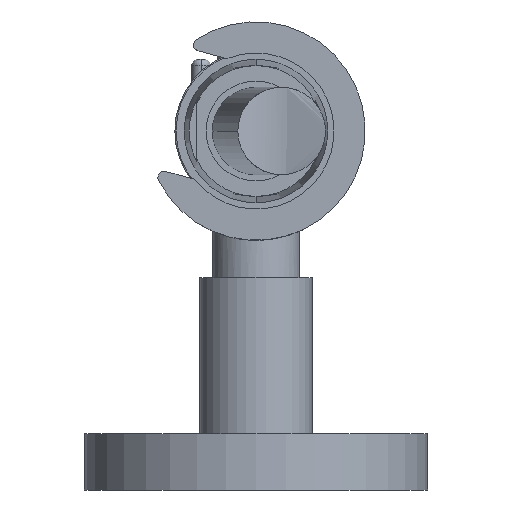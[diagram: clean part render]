
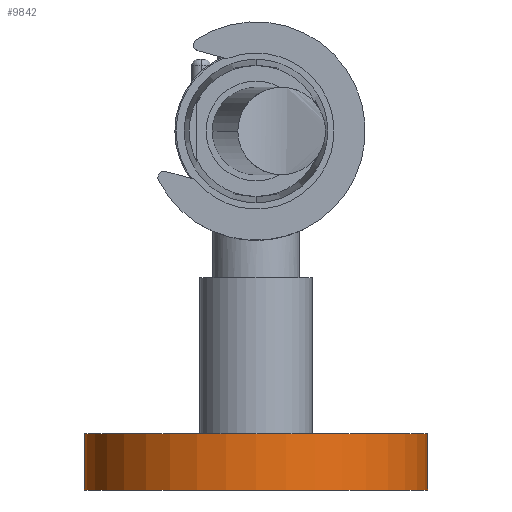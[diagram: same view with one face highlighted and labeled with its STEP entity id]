
A CAD part, front view. The second image highlights one B-rep face of the part: STEP entity #9842.
In plain terms, the highlighted cylindrical face has radius 27.5 mm (diameter 55 mm), a partial arc.
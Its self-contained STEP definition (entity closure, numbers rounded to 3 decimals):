
#39 = CARTESIAN_POINT ( 'NONE',  ( 0., 0., 9. ) ) ;
#593 = VERTEX_POINT ( 'NONE', #7710 ) ;
#687 = VERTEX_POINT ( 'NONE', #6700 ) ;
#1239 = EDGE_CURVE ( 'NONE', #7423, #687, #6249, .T. ) ;
#1475 = CARTESIAN_POINT ( 'NONE',  ( -27.5, 0., 9. ) ) ;
#1580 = EDGE_CURVE ( 'NONE', #7423, #593, #2286, .T. ) ;
#1757 = DIRECTION ( 'NONE',  ( 0., 0., 1. ) ) ;
#2118 = DIRECTION ( 'NONE',  ( 1., 0., 0. ) ) ;
#2286 = LINE ( 'NONE', #1475, #8848 ) ;
#3286 = ORIENTED_EDGE ( 'NONE', *, *, #1580, .T. ) ;
#3500 = CARTESIAN_POINT ( 'NONE',  ( 27.5, 0., 9. ) ) ;
#3606 = EDGE_CURVE ( 'NONE', #687, #5563, #8527, .T. ) ;
#3640 = AXIS2_PLACEMENT_3D ( 'NONE', #39, #9641, #2118 ) ;
#5563 = VERTEX_POINT ( 'NONE', #7318 ) ;
#5693 = ORIENTED_EDGE ( 'NONE', *, *, #3606, .F. ) ;
#5944 = EDGE_CURVE ( 'NONE', #593, #5563, #7765, .T. ) ;
#6249 = CIRCLE ( 'NONE', #3640, 27.5 ) ;
#6700 = CARTESIAN_POINT ( 'NONE',  ( 27.5, 0., 9. ) ) ;
#6929 = FACE_OUTER_BOUND ( 'NONE', #13226, .T. ) ;
#7123 = AXIS2_PLACEMENT_3D ( 'NONE', #7951, #1757, #13023 ) ;
#7318 = CARTESIAN_POINT ( 'NONE',  ( 27.5, 0., 0. ) ) ;
#7423 = VERTEX_POINT ( 'NONE', #8875 ) ;
#7710 = CARTESIAN_POINT ( 'NONE',  ( -27.5, 0., 0. ) ) ;
#7765 = CIRCLE ( 'NONE', #7123, 27.5 ) ;
#7951 = CARTESIAN_POINT ( 'NONE',  ( 0., 0., 0. ) ) ;
#8527 = LINE ( 'NONE', #3500, #13111 ) ;
#8798 = AXIS2_PLACEMENT_3D ( 'NONE', #11045, #12052, #10973 ) ;
#8848 = VECTOR ( 'NONE', #11511, 1000. ) ;
#8875 = CARTESIAN_POINT ( 'NONE',  ( -27.5, 0., 9. ) ) ;
#9641 = DIRECTION ( 'NONE',  ( 0., 0., 1. ) ) ;
#9842 = ADVANCED_FACE ( 'NONE', ( #6929 ), #11170, .T. ) ;
#10674 = DIRECTION ( 'NONE',  ( 0., 0., -1. ) ) ;
#10973 = DIRECTION ( 'NONE',  ( -1., 0., 0. ) ) ;
#11045 = CARTESIAN_POINT ( 'NONE',  ( 0., 0., 9. ) ) ;
#11170 = CYLINDRICAL_SURFACE ( 'NONE', #8798, 27.5 ) ;
#11511 = DIRECTION ( 'NONE',  ( 0., 0., -1. ) ) ;
#12052 = DIRECTION ( 'NONE',  ( 0., 0., -1. ) ) ;
#12614 = ORIENTED_EDGE ( 'NONE', *, *, #5944, .T. ) ;
#13023 = DIRECTION ( 'NONE',  ( 1., 0., 0. ) ) ;
#13111 = VECTOR ( 'NONE', #10674, 1000. ) ;
#13226 = EDGE_LOOP ( 'NONE', ( #5693, #13264, #3286, #12614 ) ) ;
#13264 = ORIENTED_EDGE ( 'NONE', *, *, #1239, .F. ) ;
